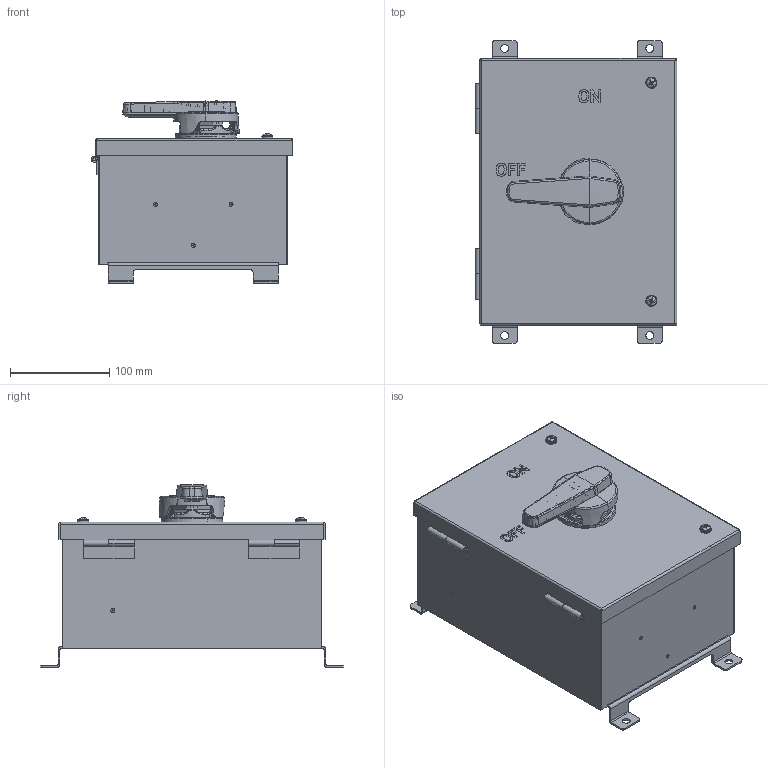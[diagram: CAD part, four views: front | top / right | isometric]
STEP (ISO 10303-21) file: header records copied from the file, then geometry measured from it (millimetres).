
FILE_DESCRIPTION (( 'STEP AP203' ), '1' );
FILE_NAME ('ORB1291-M01.STEP', '2017-10-10T13:58:33', ( '' ), ( '' ), 'SwSTEP 2.0', 'SolidWorks 2017', '' );
FILE_SCHEMA (( 'CONFIG_CONTROL_DESIGN' ));
Length unit declared in the file: millimetre
Products named in the file (1): ORB1291-M01
Bounding box: 202.87 x 304.8 x 183.78 mm (x, y, z)
Volume: 520605.9 mm3; surface area: 605281.1 mm2
Topology: 17 solids, 17 shells, 6144 faces, 15768 edges, 9470 vertices
Faces by surface type: bspline 1629, plane 1176, cone 1096, cylinder 1039, sphere 867, torus 337
Entity records: 234622 total; most frequent: CARTESIAN_POINT 109980, ORIENTED_EDGE 29674, DIRECTION 21053, EDGE_CURVE 14837, VERTEX_POINT 8978, AXIS2_PLACEMENT_3D 8827, EDGE_LOOP 6597, B_SPLINE_CURVE_WITH_KNOTS 6192
